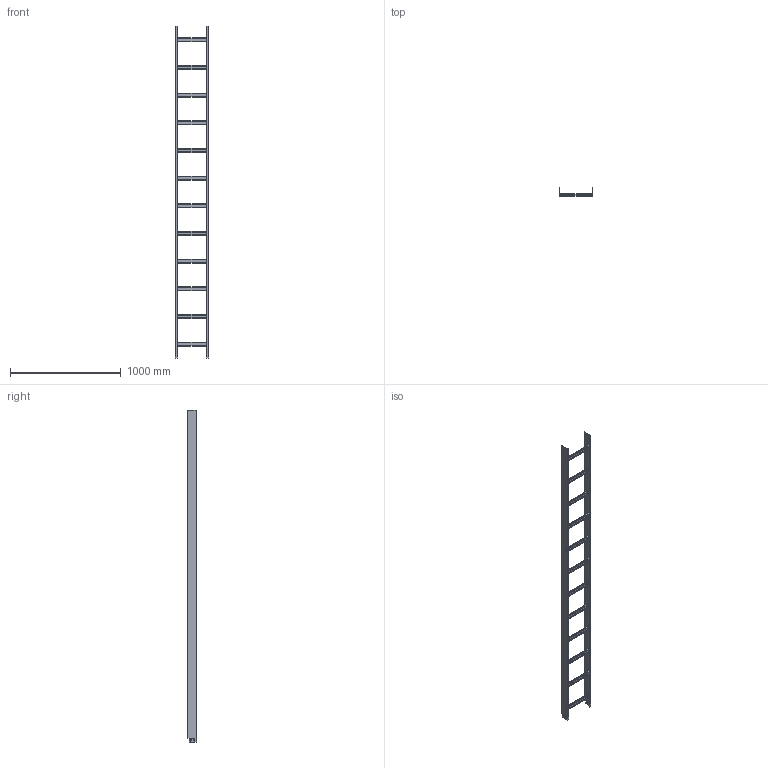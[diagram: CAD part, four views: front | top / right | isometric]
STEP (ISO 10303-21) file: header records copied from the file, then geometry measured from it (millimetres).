
FILE_DESCRIPTION (( 'STEP AP203' ), '1' );
FILE_NAME ('Ëåñòíè÷íûé ëîòîê_LI8030.STEP', '2012-12-17T13:41:58', ( 'Àñååâ' ), ( '' ), 'SwSTEP 2.0', 'SolidWorks 2012', '' );
FILE_SCHEMA (( 'CONFIG_CONTROL_DESIGN' ));
Length unit declared in the file: millimetre
Products named in the file (1): 隋耱龛黜 腩蝾阓LI8030
Bounding box: 303.6 x 81.5 x 3000 mm (x, y, z)
Volume: 1220939.5 mm3; surface area: 1776156.1 mm2
Topology: 1 solids, 1 shells, 334 faces, 992 edges, 590 vertices
Faces by surface type: plane 314, cylinder 16, cone 4
Entity records: 10929 total; most frequent: ORIENTED_EDGE 1984, CARTESIAN_POINT 1917, DIRECTION 1694, EDGE_CURVE 992, LINE 960, VECTOR 960, VERTEX_POINT 590, AXIS2_PLACEMENT_3D 367
